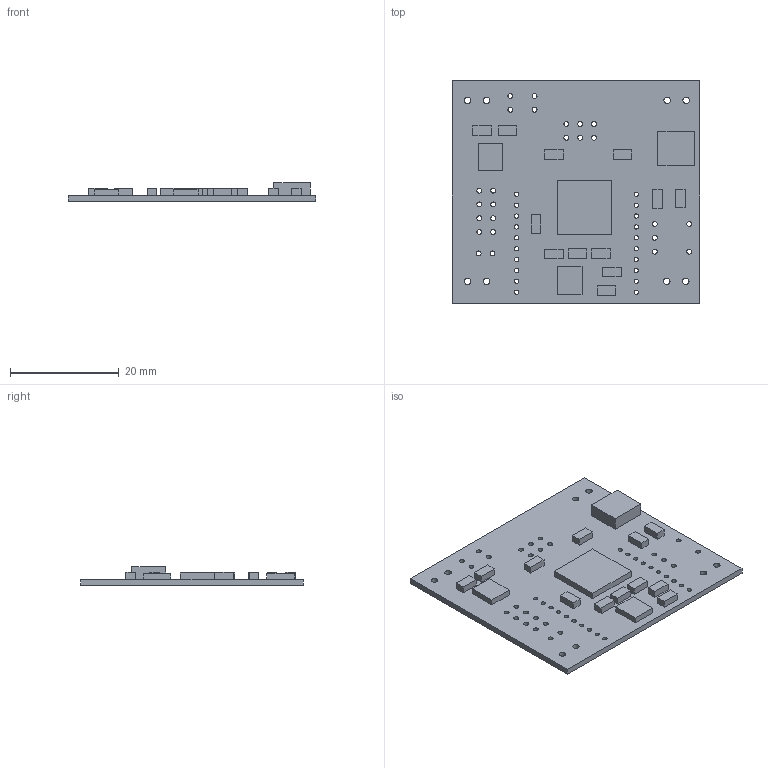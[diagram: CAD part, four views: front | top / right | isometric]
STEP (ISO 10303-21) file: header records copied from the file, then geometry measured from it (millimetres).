
FILE_DESCRIPTION(('Open CASCADE Model'),'2;1');
FILE_NAME('Open CASCADE Shape Model','2015-08-13T18:28:09',('Author'),( 'Open CASCADE'),'Open CASCADE STEP processor 6.2','Open CASCADE 6.2' ,'Unknown');
FILE_SCHEMA(('AUTOMOTIVE_DESIGN { 1 0 10303 214 1 1 1 1 }'));
Length unit declared in the file: millimetre
Products named in the file (28): PCB; Board; U4; 309843328; Extruded; U3; U2; 309843584; U1; 309842560; L1; 309843072; C11; C10; C9; C8; C7; C6; C5; C4; C3; 282831072; C2; C1
Assembly tree (38 placements, depth 4):
  PCB
    Board
    U4
      309843328
        Extruded
    U3
      309843328
        Extruded
    U2
      309843584
        Extruded
    U1
      309842560
        Extruded
    L1
      309843072
        Extruded
    C11
      309843072
        Extruded
    C10
      309843072
        Extruded
    C9
      309843072
        Extruded
    C8
      309843072
        Extruded
    C7
      309843072
        Extruded
    C6
      309843072
        Extruded
    C5
      309843072
        Extruded
    C4
      309843072
        Extruded
    C3
      282831072
        Extruded
    C2
      282831072
        Extruded
    C1
      282831072
        Extruded
Bounding box: 45.47 x 40.89 x 3.48 mm (x, y, z)
Volume: 2375.8 mm3; surface area: 4841.2 mm2
Topology: 17 solids, 17 shells, 155 faces, 363 edges, 242 vertices
Faces by surface type: plane 102, cylinder 53
Full cylindrical faces by diameter (mm): 0.8 x20, 0.9 x25, 1.2 x8
Entity records: 6622 total; most frequent: DIRECTION 1055, CARTESIAN_POINT 975, LINE 481, VECTOR 481, ORIENTED_EDGE 462, PCURVE 462, DEFINITIONAL_REPRESENTATION 462, AXIS2_PLACEMENT_3D 234
